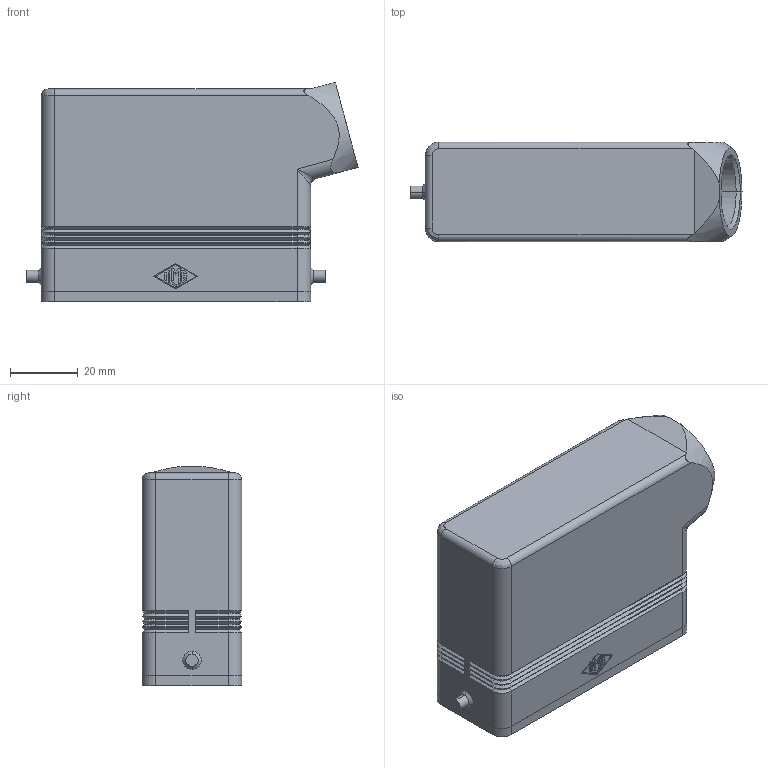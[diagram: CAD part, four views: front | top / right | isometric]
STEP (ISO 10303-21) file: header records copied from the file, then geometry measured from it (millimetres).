
FILE_DESCRIPTION(('Creo Elements/Direct Modeling STEP Export'),'2;1');
FILE_NAME('0ln7uvk49ane6gm4132','2017-02-21T14:56:52',(''),(''),'PTC Creo Elements/Direct Modeling STEP processor for AP214 (Solid Model)','PTC Creo Elements/Direct Modeling 19.0E 27-Jun-2016 (C) Parametric Technology GmbH','');
FILE_SCHEMA(('AUTOMOTIVE_DESIGN { 1 0 10303 214 1 1 1 1 }'));
Length unit declared in the file: millimetre
Products named in the file (1): MZOE_25_L20
Bounding box: 98.01 x 29.41 x 64.75 mm (x, y, z)
Volume: 54349.2 mm3; surface area: 31590.9 mm2
Topology: 1 solids, 1 shells, 320 faces, 755 edges, 447 vertices
Faces by surface type: plane 176, cylinder 91, cone 48, bspline 5
Entity records: 11904 total; most frequent: CARTESIAN_POINT 2100, ORIENTED_EDGE 1490, DIRECTION 1487, EDGE_CURVE 745, VECTOR 541, LINE 541, AXIS2_PLACEMENT_3D 473, VERTEX_POINT 447
